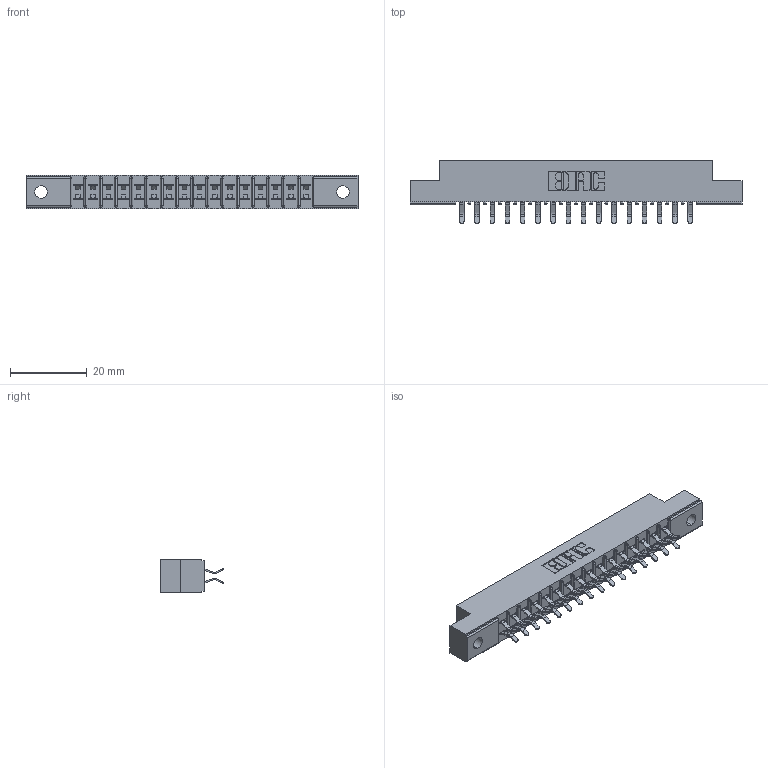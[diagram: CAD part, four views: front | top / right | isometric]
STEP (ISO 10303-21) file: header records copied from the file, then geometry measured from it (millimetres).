
FILE_DESCRIPTION (( 'STEP AP203' ), '1' );
FILE_NAME ('315-032-556-202.STEP', '2019-09-10T15:44:53', ( '' ), ( '' ), 'SwSTEP 2.0', 'SolidWorks 2016', '' );
FILE_SCHEMA (( 'CONFIG_CONTROL_DESIGN' ));
Length unit declared in the file: inch
Products named in the file (3): 315-032-556-202; 305-290-001_556; 305 Part_.128 Dia
Assembly tree (33 placements, depth 2):
  315-032-556-202
    305 Part_.128 Dia
    305-290-001_556  x32
Bounding box: 86.41 x 16.64 x 8.71 mm (x, y, z)
Volume: 5391 mm3; surface area: 9577 mm2
Topology: 33 solids, 33 shells, 1908 faces, 5484 edges, 3568 vertices
Faces by surface type: plane 1060, cylinder 784, sphere 64
Entity records: 20713 total; most frequent: CARTESIAN_POINT 3430, ORIENTED_EDGE 3400, DIRECTION 3342, EDGE_CURVE 1700, VECTOR 1342, LINE 1342, VERTEX_POINT 1088, AXIS2_PLACEMENT_3D 1000
